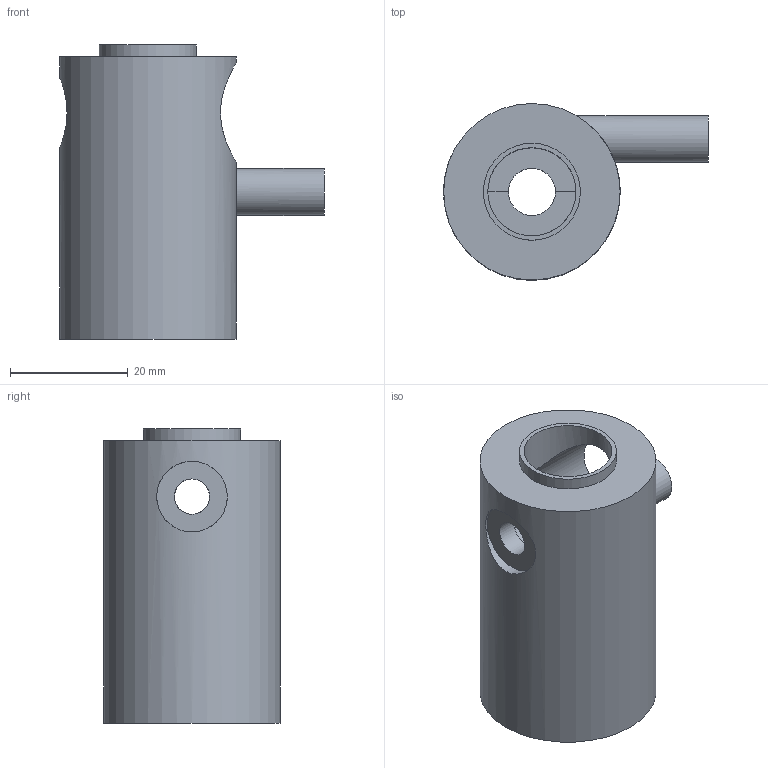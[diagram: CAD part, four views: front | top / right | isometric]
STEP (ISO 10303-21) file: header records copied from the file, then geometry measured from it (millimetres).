
FILE_DESCRIPTION(('FreeCAD Model'),'2;1');
FILE_NAME('Open CASCADE Shape Model','2022-12-03T11:38:39',(''),(''), 'Open CASCADE STEP processor 7.6','FreeCAD','Unknown');
FILE_SCHEMA(('AUTOMOTIVE_DESIGN { 1 0 10303 214 1 1 1 1 }'));
Length unit declared in the file: millimetre
Products named in the file (3): Venturi_mit_Offset_und_Drossel; Body_Seitenrohr; Body_Hauptteil
Assembly tree (2 placements, depth 2):
  Venturi_mit_Offset_und_Drossel
    Body_Seitenrohr
    Body_Hauptteil
Bounding box: 45 x 30 x 50 mm (x, y, z)
Volume: 21017.3 mm3; surface area: 10131 mm2
Topology: 2 solids, 2 shells, 26 faces, 53 edges, 34 vertices
Faces by surface type: cylinder 14, plane 10, revolution 1, torus 1
Full cylindrical faces by diameter (mm): 5 x2, 6 x1, 8 x2, 12 x1, 15 x1, 16.5 x1, 17 x1, 30 x1
Entity records: 5627 total; most frequent: CARTESIAN_POINT 4502, DIRECTION 188, ORIENTED_EDGE 106, PCURVE 106, DEFINITIONAL_REPRESENTATION 106, LINE 71, VECTOR 71, AXIS2_PLACEMENT_3D 53
